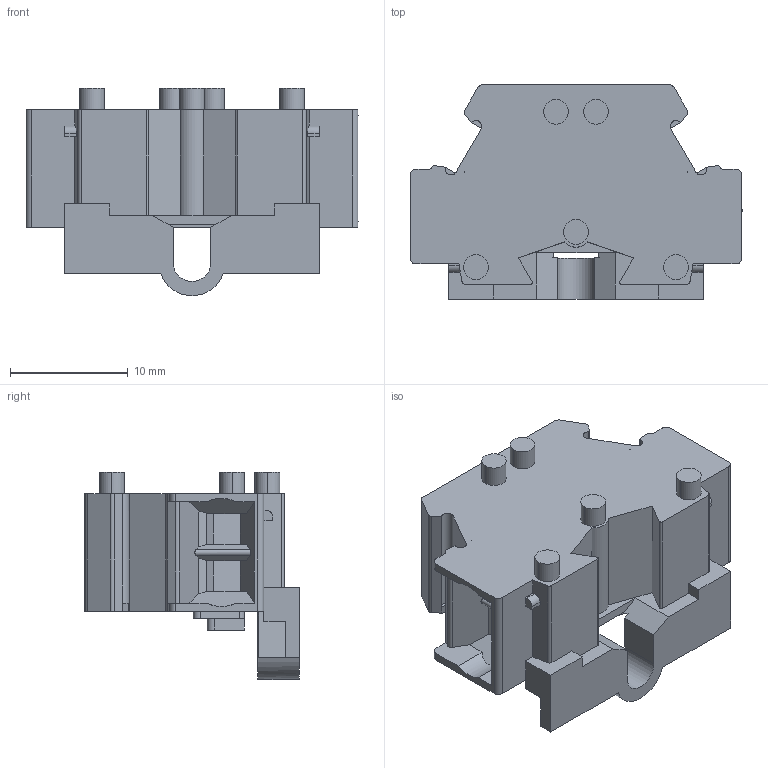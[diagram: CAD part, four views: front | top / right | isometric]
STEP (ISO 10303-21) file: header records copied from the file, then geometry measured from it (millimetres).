
FILE_DESCRIPTION((''),'2;1');
FILE_NAME('8YB754767','2024-09-26T',('ASUS'),(''),'PRO/ENGINEER BY PARAMETRIC TECHNOLOGY CORPORATION, 2013230','PRO/ENGINEER BY PARAMETRIC TECHNOLOGY CORPORATION, 2013230','');
FILE_SCHEMA(('CONFIG_CONTROL_DESIGN'));
Length unit declared in the file: millimetre
Products named in the file (1): 8YB754767
Bounding box: 28.2 x 18.2 x 17.6 mm (x, y, z)
Volume: 3072.9 mm3; surface area: 2735.1 mm2
Topology: 1 solids, 3 shells, 302 faces, 861 edges, 581 vertices
Faces by surface type: plane 217, cylinder 85
Entity records: 9926 total; most frequent: CARTESIAN_POINT 1816, ORIENTED_EDGE 1722, DIRECTION 1628, EDGE_CURVE 861, VECTOR 668, LINE 668, VERTEX_POINT 581, AXIS2_PLACEMENT_3D 480
